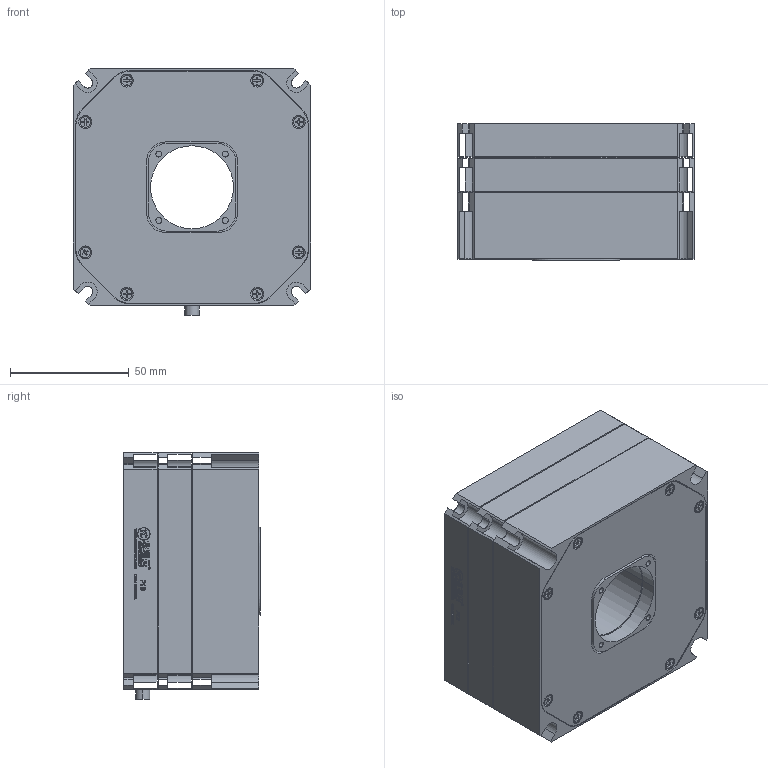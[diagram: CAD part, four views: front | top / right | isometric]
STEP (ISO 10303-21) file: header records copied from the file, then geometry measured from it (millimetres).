
FILE_DESCRIPTION (( 'STEP AP203' ), '1' );
FILE_NAME ('P18.XYZ-B1俋倛芞.STEP', '2019-12-02T03:31:19', ( '' ), ( '' ), 'SwSTEP 2.0', 'SolidWorks 2016', '' );
FILE_SCHEMA (( 'CONFIG_CONTROL_DESIGN' ));
Length unit declared in the file: millimetre
Products named in the file (1): P18.XYZ-B1俋倛芞
Bounding box: 100.02 x 57.5 x 104 mm (x, y, z)
Surface area: 77544.4 mm2 (no closed solid volume)
Topology: 0 solids, 65 shells, 482 faces, 2831 edges, 2383 vertices
Faces by surface type: plane 315, cylinder 124, bspline 27, cone 16
Entity records: 33822 total; most frequent: CARTESIAN_POINT 13820, ORIENTED_EDGE 3799, DIRECTION 3322, EDGE_CURVE 2831, VERTEX_POINT 2383, VECTOR 1672, LINE 1672, AXIS2_PLACEMENT_3D 825
